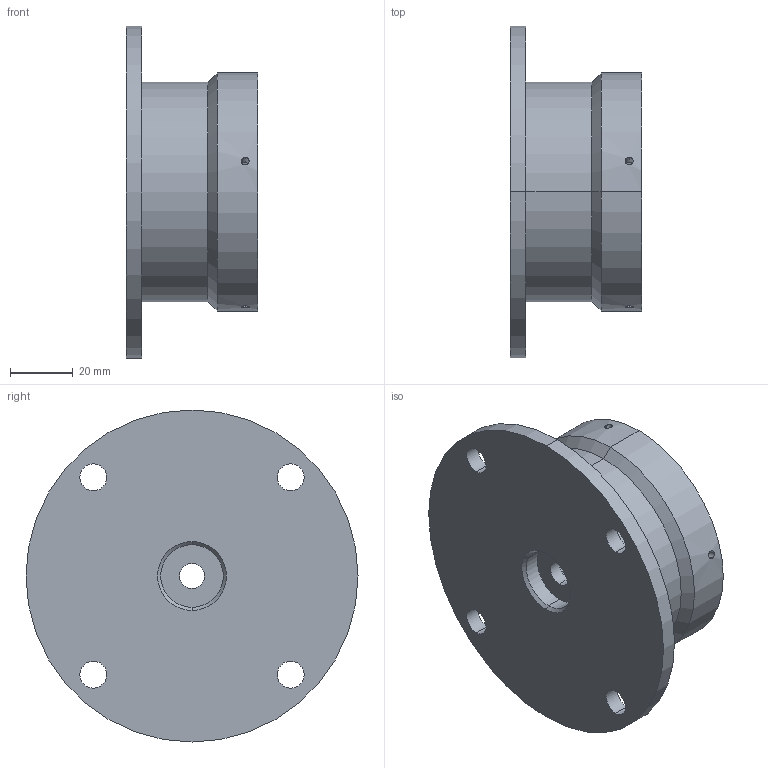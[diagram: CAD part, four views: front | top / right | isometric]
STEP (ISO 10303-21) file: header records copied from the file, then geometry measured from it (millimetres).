
FILE_DESCRIPTION (( 'STEP AP214' ), '1' );
FILE_NAME ('support_metrology.STEP', '2023-01-30T14:59:46', ( 'uesrf' ), ( '' ), 'SwSTEP 2.0', 'SolidWorks 2021', '' );
FILE_SCHEMA (( 'AUTOMOTIVE_DESIGN' ));
Length unit declared in the file: millimetre
Products named in the file (1): support_metrology
Bounding box: 42 x 106 x 106 mm (x, y, z)
Volume: 106364.9 mm3; surface area: 35434 mm2
Topology: 1 solids, 1 shells, 66 faces, 160 edges, 94 vertices
Faces by surface type: cylinder 42, cone 18, plane 6
Entity records: 2414 total; most frequent: CARTESIAN_POINT 613, DIRECTION 338, ORIENTED_EDGE 296, EDGE_CURVE 148, AXIS2_PLACEMENT_3D 139, VERTEX_POINT 94, EDGE_LOOP 94, CIRCLE 72
